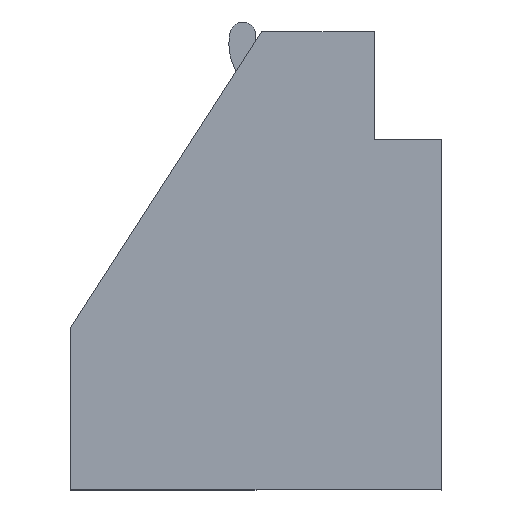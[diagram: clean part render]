
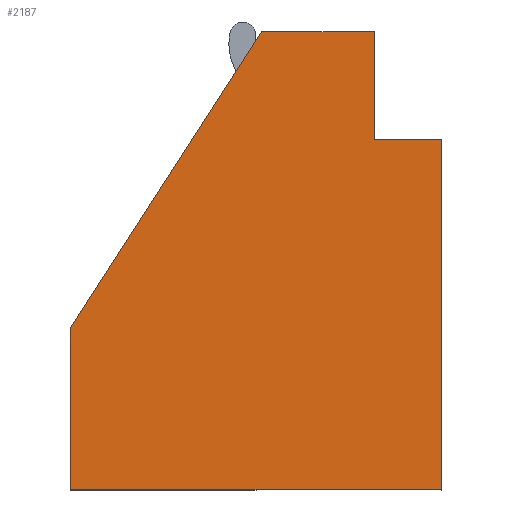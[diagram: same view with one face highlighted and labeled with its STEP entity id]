
A CAD part, top view. The second image highlights one B-rep face of the part: STEP entity #2187.
In plain terms, the highlighted planar face has unit normal (0, 0, 1).
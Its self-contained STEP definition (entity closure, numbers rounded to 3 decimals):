
#75 = VERTEX_POINT ( 'NONE', #1995 ) ;
#180 = AXIS2_PLACEMENT_3D ( 'NONE', #2776, #2301, #1326 ) ;
#219 = VERTEX_POINT ( 'NONE', #3075 ) ;
#264 = CARTESIAN_POINT ( 'NONE',  ( -5.182, -14.399, 8.731 ) ) ;
#337 = DIRECTION ( 'NONE',  ( 0., 1., 0. ) ) ;
#388 = VERTEX_POINT ( 'NONE', #2377 ) ;
#446 = CARTESIAN_POINT ( 'NONE',  ( 12.409, 5.887, 8.731 ) ) ;
#493 = DIRECTION ( 'NONE',  ( -1., 0., 0. ) ) ;
#561 = DIRECTION ( 'NONE',  ( 0., -1., 0. ) ) ;
#577 = LINE ( 'NONE', #3078, #967 ) ;
#639 = VECTOR ( 'NONE', #2387, 1000. ) ;
#732 = CARTESIAN_POINT ( 'NONE',  ( 12.409, 5.887, 8.731 ) ) ;
#760 = LINE ( 'NONE', #732, #2331 ) ;
#872 = EDGE_CURVE ( 'NONE', #388, #75, #1971, .T. ) ;
#887 = EDGE_CURVE ( 'NONE', #219, #388, #3164, .T. ) ;
#914 = EDGE_LOOP ( 'NONE', ( #2849, #3161, #1981, #928, #2743, #1423, #2545 ) ) ;
#922 = CARTESIAN_POINT ( 'NONE',  ( 16.305, -14.399, 8.731 ) ) ;
#928 = ORIENTED_EDGE ( 'NONE', *, *, #887, .T. ) ;
#930 = CARTESIAN_POINT ( 'NONE',  ( 12.409, 12.148, 8.731 ) ) ;
#967 = VECTOR ( 'NONE', #2838, 1000. ) ;
#1054 = CARTESIAN_POINT ( 'NONE',  ( -5.182, -5.009, 8.731 ) ) ;
#1219 = EDGE_CURVE ( 'NONE', #2557, #3073, #760, .T. ) ;
#1326 = DIRECTION ( 'NONE',  ( 1., 0., 0. ) ) ;
#1423 = ORIENTED_EDGE ( 'NONE', *, *, #3017, .T. ) ;
#1513 = VERTEX_POINT ( 'NONE', #922 ) ;
#1541 = CARTESIAN_POINT ( 'NONE',  ( 12.409, 5.887, 8.731 ) ) ;
#1771 = PLANE ( 'NONE',  #180 ) ;
#1854 = LINE ( 'NONE', #2855, #1957 ) ;
#1919 = DIRECTION ( 'NONE',  ( -1., 0., 0. ) ) ;
#1957 = VECTOR ( 'NONE', #337, 1000. ) ;
#1971 = LINE ( 'NONE', #2455, #2314 ) ;
#1981 = ORIENTED_EDGE ( 'NONE', *, *, #2025, .T. ) ;
#1995 = CARTESIAN_POINT ( 'NONE',  ( -5.182, -5.009, 8.731 ) ) ;
#2025 = EDGE_CURVE ( 'NONE', #3073, #219, #2926, .T. ) ;
#2048 = LINE ( 'NONE', #1054, #2810 ) ;
#2187 = ADVANCED_FACE ( 'NONE', ( #3019 ), #1771, .T. ) ;
#2189 = DIRECTION ( 'NONE',  ( -0.542, -0.84, 0. ) ) ;
#2286 = EDGE_CURVE ( 'NONE', #1513, #2557, #1854, .T. ) ;
#2301 = DIRECTION ( 'NONE',  ( 0., 0., 1. ) ) ;
#2314 = VECTOR ( 'NONE', #2189, 1000. ) ;
#2315 = EDGE_CURVE ( 'NONE', #2659, #1513, #577, .T. ) ;
#2331 = VECTOR ( 'NONE', #493, 1000. ) ;
#2377 = CARTESIAN_POINT ( 'NONE',  ( 5.894, 12.148, 8.731 ) ) ;
#2387 = DIRECTION ( 'NONE',  ( 0., 1., 0. ) ) ;
#2455 = CARTESIAN_POINT ( 'NONE',  ( 5.894, 12.148, 8.731 ) ) ;
#2465 = CARTESIAN_POINT ( 'NONE',  ( 16.305, 5.887, 8.731 ) ) ;
#2545 = ORIENTED_EDGE ( 'NONE', *, *, #2315, .T. ) ;
#2557 = VERTEX_POINT ( 'NONE', #2465 ) ;
#2659 = VERTEX_POINT ( 'NONE', #264 ) ;
#2743 = ORIENTED_EDGE ( 'NONE', *, *, #872, .T. ) ;
#2776 = CARTESIAN_POINT ( 'NONE',  ( 0., 0., 8.731 ) ) ;
#2810 = VECTOR ( 'NONE', #561, 1000. ) ;
#2831 = VECTOR ( 'NONE', #1919, 1000. ) ;
#2838 = DIRECTION ( 'NONE',  ( 1., 0., 0. ) ) ;
#2849 = ORIENTED_EDGE ( 'NONE', *, *, #2286, .T. ) ;
#2855 = CARTESIAN_POINT ( 'NONE',  ( 16.305, 5.887, 8.731 ) ) ;
#2926 = LINE ( 'NONE', #446, #639 ) ;
#3017 = EDGE_CURVE ( 'NONE', #75, #2659, #2048, .T. ) ;
#3019 = FACE_OUTER_BOUND ( 'NONE', #914, .T. ) ;
#3073 = VERTEX_POINT ( 'NONE', #1541 ) ;
#3075 = CARTESIAN_POINT ( 'NONE',  ( 12.409, 12.148, 8.731 ) ) ;
#3078 = CARTESIAN_POINT ( 'NONE',  ( -5.182, -14.399, 8.731 ) ) ;
#3161 = ORIENTED_EDGE ( 'NONE', *, *, #1219, .T. ) ;
#3164 = LINE ( 'NONE', #930, #2831 ) ;
